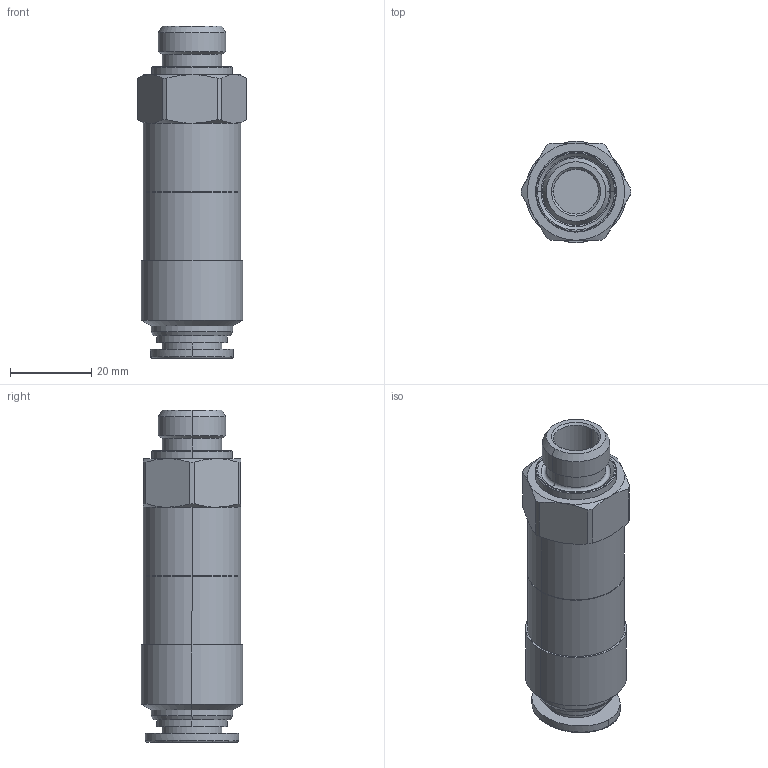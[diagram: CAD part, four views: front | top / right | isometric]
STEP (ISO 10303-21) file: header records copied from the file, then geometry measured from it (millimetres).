
FILE_DESCRIPTION((''),'2;1');
FILE_NAME('PCVC 12-G03.stp','2017-07-24T11:41:48',(''),(''),'Mechanical Desktop 2009','Mechanical Desktop 2009',', , ');
FILE_SCHEMA(('CONFIG_CONTROL_DESIGN'));
Length unit declared in the file: millimetre
Products named in the file (3): PCVC 12-G03; PART1; CHECK 12S
Assembly tree (2 placements, depth 2):
  PCVC 12-G03
    PART1
    CHECK 12S
Bounding box: 27 x 25 x 81.95 mm (x, y, z)
Volume: 27068.5 mm3; surface area: 10329 mm2
Topology: 2 solids, 2 shells, 80 faces, 171 edges, 102 vertices
Faces by surface type: cone 30, cylinder 28, plane 17, bspline 3, torus 2
Entity records: 2487 total; most frequent: CARTESIAN_POINT 648, DIRECTION 394, ORIENTED_EDGE 342, EDGE_CURVE 171, AXIS2_PLACEMENT_3D 170, VERTEX_POINT 102, EDGE_LOOP 89, CIRCLE 88
